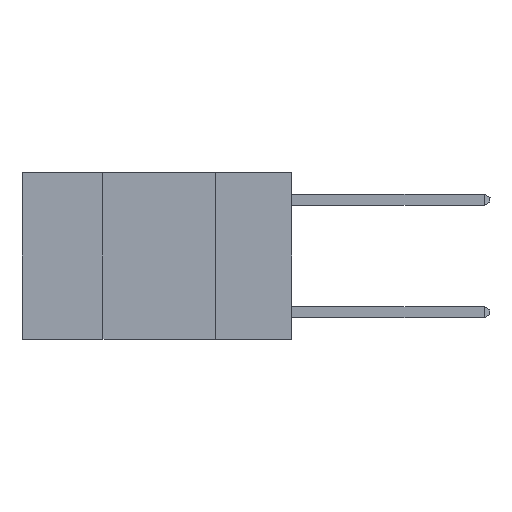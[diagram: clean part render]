
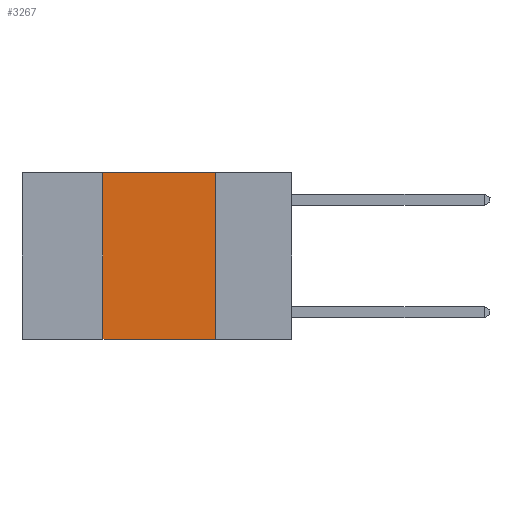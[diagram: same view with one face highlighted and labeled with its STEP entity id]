
A CAD part, left-side view. The second image highlights one B-rep face of the part: STEP entity #3267.
In plain terms, the highlighted planar face has unit normal (-1, 0, 0).
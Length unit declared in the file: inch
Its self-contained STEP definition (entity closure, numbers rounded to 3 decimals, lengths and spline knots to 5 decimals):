
#37 = VERTEX_POINT ( 'NONE', #10095 ) ;
#119 = EDGE_LOOP ( 'NONE', ( #9955, #354, #4390, #3003 ) ) ;
#304 = CARTESIAN_POINT ( 'NONE',  ( 0., 0.6, -0.37 ) ) ;
#354 = ORIENTED_EDGE ( 'NONE', *, *, #9270, .F. ) ;
#621 = CARTESIAN_POINT ( 'NONE',  ( 0., 0.6, 0. ) ) ;
#657 = VERTEX_POINT ( 'NONE', #8306 ) ;
#726 = DIRECTION ( 'NONE',  ( 1., 0., 0. ) ) ;
#1025 = DIRECTION ( 'NONE',  ( 0., -1., 0. ) ) ;
#1246 = AXIS2_PLACEMENT_3D ( 'NONE', #621, #726, #5910 ) ;
#1889 = LINE ( 'NONE', #8751, #2939 ) ;
#2110 = CARTESIAN_POINT ( 'NONE',  ( 0., 0.42, 0. ) ) ;
#2116 = EDGE_CURVE ( 'NONE', #657, #9303, #9672, .T. ) ;
#2121 = DIRECTION ( 'NONE',  ( 0., 0., -1. ) ) ;
#2217 = FACE_OUTER_BOUND ( 'NONE', #119, .T. ) ;
#2382 = PLANE ( 'NONE',  #1246 ) ;
#2939 = VECTOR ( 'NONE', #1025, 39.37008 ) ;
#3003 = ORIENTED_EDGE ( 'NONE', *, *, #6978, .T. ) ;
#3267 = ADVANCED_FACE ( 'NONE', ( #2217 ), #2382, .F. ) ;
#3865 = LINE ( 'NONE', #304, #6126 ) ;
#4372 = VECTOR ( 'NONE', #5609, 39.37008 ) ;
#4390 = ORIENTED_EDGE ( 'NONE', *, *, #2116, .F. ) ;
#5542 = LINE ( 'NONE', #8205, #10828 ) ;
#5609 = DIRECTION ( 'NONE',  ( 0., 0., 1. ) ) ;
#5910 = DIRECTION ( 'NONE',  ( 0., 0., -1. ) ) ;
#6045 = VERTEX_POINT ( 'NONE', #9208 ) ;
#6126 = VECTOR ( 'NONE', #9675, 39.37008 ) ;
#6978 = EDGE_CURVE ( 'NONE', #657, #6045, #3865, .T. ) ;
#7586 = EDGE_CURVE ( 'NONE', #37, #6045, #5542, .T. ) ;
#8030 = CARTESIAN_POINT ( 'NONE',  ( 0., 0.42, 0. ) ) ;
#8205 = CARTESIAN_POINT ( 'NONE',  ( 0., 0.17, 0. ) ) ;
#8306 = CARTESIAN_POINT ( 'NONE',  ( 0., 0.42, -0.37 ) ) ;
#8751 = CARTESIAN_POINT ( 'NONE',  ( 0., 0.6, 0. ) ) ;
#9208 = CARTESIAN_POINT ( 'NONE',  ( 0., 0.17, -0.37 ) ) ;
#9270 = EDGE_CURVE ( 'NONE', #9303, #37, #1889, .T. ) ;
#9303 = VERTEX_POINT ( 'NONE', #2110 ) ;
#9672 = LINE ( 'NONE', #8030, #4372 ) ;
#9675 = DIRECTION ( 'NONE',  ( 0., -1., 0. ) ) ;
#9955 = ORIENTED_EDGE ( 'NONE', *, *, #7586, .F. ) ;
#10095 = CARTESIAN_POINT ( 'NONE',  ( 0., 0.17, 0. ) ) ;
#10828 = VECTOR ( 'NONE', #2121, 39.37008 ) ;
